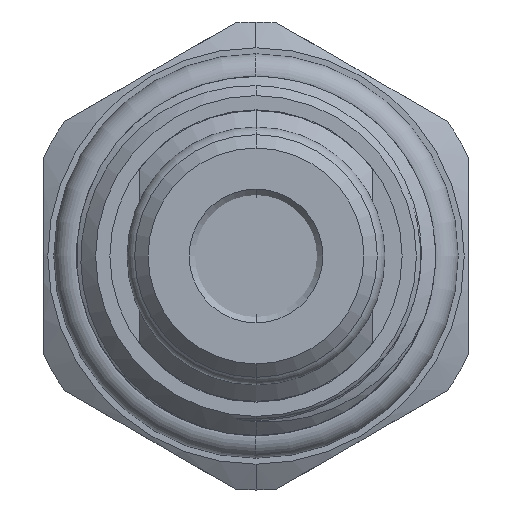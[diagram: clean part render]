
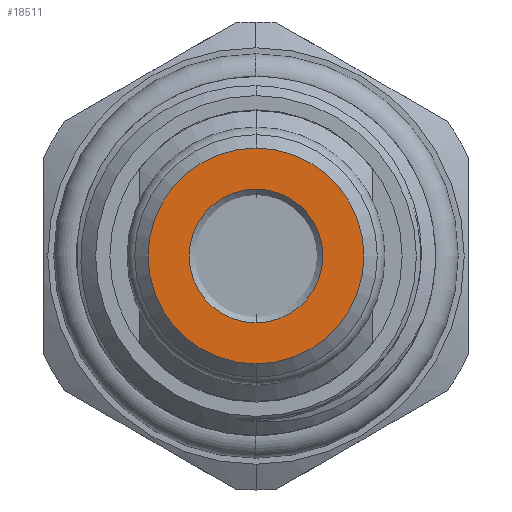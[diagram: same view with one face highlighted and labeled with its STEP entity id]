
A CAD part, left-side view. The second image highlights one B-rep face of the part: STEP entity #18511.
In plain terms, the highlighted planar face has unit normal (-1, 0, 0).
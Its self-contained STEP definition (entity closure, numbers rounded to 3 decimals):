
#396 = ORIENTED_EDGE ( 'NONE', *, *, #15649, .T. ) ;
#896 = VERTEX_POINT ( 'NONE', #3542 ) ;
#983 = EDGE_LOOP ( 'NONE', ( #396, #7664 ) ) ;
#1158 = CARTESIAN_POINT ( 'NONE',  ( -35.8, 0., 0. ) ) ;
#1467 = FACE_BOUND ( 'NONE', #983, .T. ) ;
#3084 = CARTESIAN_POINT ( 'NONE',  ( -35.8, 0., 0. ) ) ;
#3542 = CARTESIAN_POINT ( 'NONE',  ( -35.8, 0., -3.5 ) ) ;
#5337 = DIRECTION ( 'NONE',  ( 0., 0., 1. ) ) ;
#5599 = CARTESIAN_POINT ( 'NONE',  ( -35.8, 0., -5.65 ) ) ;
#6138 = CIRCLE ( 'NONE', #10536, 5.65 ) ;
#6142 = AXIS2_PLACEMENT_3D ( 'NONE', #7185, #11711, #26764 ) ;
#7185 = CARTESIAN_POINT ( 'NONE',  ( -35.8, 0., 0. ) ) ;
#7488 = VERTEX_POINT ( 'NONE', #19751 ) ;
#7664 = ORIENTED_EDGE ( 'NONE', *, *, #21266, .T. ) ;
#7910 = AXIS2_PLACEMENT_3D ( 'NONE', #3084, #22574, #5337 ) ;
#8610 = PLANE ( 'NONE',  #13742 ) ;
#9693 = ORIENTED_EDGE ( 'NONE', *, *, #20993, .T. ) ;
#10536 = AXIS2_PLACEMENT_3D ( 'NONE', #1158, #16203, #22709 ) ;
#10810 = EDGE_CURVE ( 'NONE', #15156, #11053, #14669, .T. ) ;
#11053 = VERTEX_POINT ( 'NONE', #26726 ) ;
#11711 = DIRECTION ( 'NONE',  ( 1., 0., 0. ) ) ;
#11885 = ORIENTED_EDGE ( 'NONE', *, *, #10810, .T. ) ;
#13742 = AXIS2_PLACEMENT_3D ( 'NONE', #25386, #17156, #19047 ) ;
#13943 = AXIS2_PLACEMENT_3D ( 'NONE', #27795, #14897, #17319 ) ;
#14669 = CIRCLE ( 'NONE', #7910, 5.65 ) ;
#14897 = DIRECTION ( 'NONE',  ( 1., 0., 0. ) ) ;
#15156 = VERTEX_POINT ( 'NONE', #5599 ) ;
#15649 = EDGE_CURVE ( 'NONE', #896, #7488, #18647, .T. ) ;
#16203 = DIRECTION ( 'NONE',  ( -1., 0., 0. ) ) ;
#17156 = DIRECTION ( 'NONE',  ( 1., 0., 0. ) ) ;
#17319 = DIRECTION ( 'NONE',  ( 0., 0., 1. ) ) ;
#18511 = ADVANCED_FACE ( 'NONE', ( #26042, #1467 ), #8610, .F. ) ;
#18647 = CIRCLE ( 'NONE', #6142, 3.5 ) ;
#19047 = DIRECTION ( 'NONE',  ( 0., 0., 1. ) ) ;
#19751 = CARTESIAN_POINT ( 'NONE',  ( -35.8, 0., 3.5 ) ) ;
#20993 = EDGE_CURVE ( 'NONE', #11053, #15156, #6138, .T. ) ;
#21266 = EDGE_CURVE ( 'NONE', #7488, #896, #21271, .T. ) ;
#21271 = CIRCLE ( 'NONE', #13943, 3.5 ) ;
#22574 = DIRECTION ( 'NONE',  ( -1., 0., 0. ) ) ;
#22709 = DIRECTION ( 'NONE',  ( 0., 0., 1. ) ) ;
#25386 = CARTESIAN_POINT ( 'NONE',  ( -35.8, 0., 0. ) ) ;
#25551 = EDGE_LOOP ( 'NONE', ( #9693, #11885 ) ) ;
#26042 = FACE_OUTER_BOUND ( 'NONE', #25551, .T. ) ;
#26726 = CARTESIAN_POINT ( 'NONE',  ( -35.8, 0., 5.65 ) ) ;
#26764 = DIRECTION ( 'NONE',  ( 0., 0., 1. ) ) ;
#27795 = CARTESIAN_POINT ( 'NONE',  ( -35.8, 0., 0. ) ) ;
